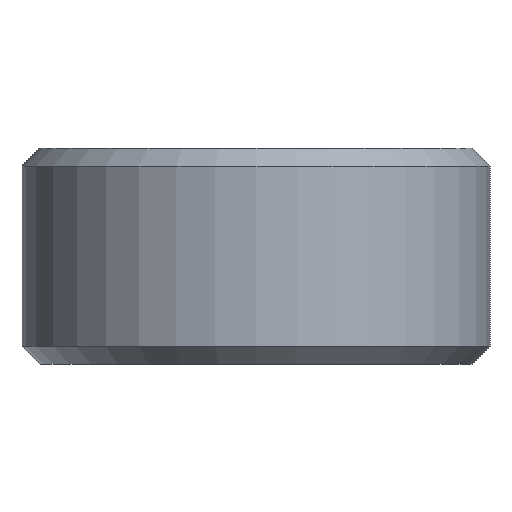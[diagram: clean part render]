
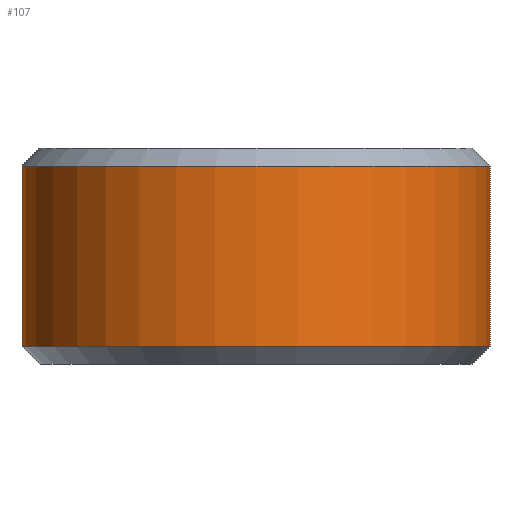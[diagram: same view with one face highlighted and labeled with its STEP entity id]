
A CAD part, front view. The second image highlights one B-rep face of the part: STEP entity #107.
In plain terms, the highlighted cylindrical face has radius 6.5 mm (diameter 13 mm), a partial arc.
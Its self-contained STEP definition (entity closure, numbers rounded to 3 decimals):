
#107=ADVANCED_FACE('',(#217),#218,.T.);
#217=FACE_OUTER_BOUND('',#329,.T.);
#218=CYLINDRICAL_SURFACE('',#330,6.5);
#329=EDGE_LOOP('',(#2094,#2095,#2096,#2097));
#330=AXIS2_PLACEMENT_3D('',#2098,#2099,#2100);
#2094=ORIENTED_EDGE('',*,*,#2264,.T.);
#2095=ORIENTED_EDGE('',*,*,#2316,.F.);
#2096=ORIENTED_EDGE('',*,*,#2266,.T.);
#2097=ORIENTED_EDGE('',*,*,#2313,.T.);
#2098=CARTESIAN_POINT('',(0.0,0.0,3.0));
#2099=DIRECTION('',(0.0,0.0,1.0));
#2100=DIRECTION('',(1.0,0.0,0.0));
#2264=EDGE_CURVE('',#2430,#2421,#2431,.T.);
#2266=EDGE_CURVE('',#2424,#2432,#2434,.T.);
#2313=EDGE_CURVE('',#2432,#2430,#2503,.T.);
#2316=EDGE_CURVE('',#2424,#2421,#2506,.T.);
#2421=VERTEX_POINT('',#8458);
#2424=VERTEX_POINT('',#8462);
#2430=VERTEX_POINT('',#8469);
#2431=LINE('',#8470,#8471);
#2432=VERTEX_POINT('',#8472);
#2434=LINE('',#8474,#8475);
#2503=CIRCLE('',#14207,6.5);
#2506=CIRCLE('',#14210,6.5);
#8458=CARTESIAN_POINT('',(6.5,0.0,5.5));
#8462=CARTESIAN_POINT('',(-6.5,0.,5.5));
#8469=CARTESIAN_POINT('',(6.5,0.0,0.5));
#8470=CARTESIAN_POINT('',(6.5,0.,3.0));
#8471=VECTOR('',#15610,1.0);
#8472=CARTESIAN_POINT('',(-6.5,0.,0.5));
#8474=CARTESIAN_POINT('',(-6.5,0.,3.0));
#8475=VECTOR('',#15614,1.0);
#14207=AXIS2_PLACEMENT_3D('',#15641,#15642,#15643);
#14210=AXIS2_PLACEMENT_3D('',#15647,#15648,#15649);
#15610=DIRECTION('',(0.0,0.0,1.0));
#15614=DIRECTION('',(-0.0,-0.0,-1.0));
#15641=CARTESIAN_POINT('',(0.0,0.0,0.5));
#15642=DIRECTION('',(0.0,0.0,1.0));
#15643=DIRECTION('',(1.0,0.0,0.0));
#15647=CARTESIAN_POINT('',(0.0,0.0,5.5));
#15648=DIRECTION('',(0.0,0.0,1.0));
#15649=DIRECTION('',(1.0,0.0,0.0));
